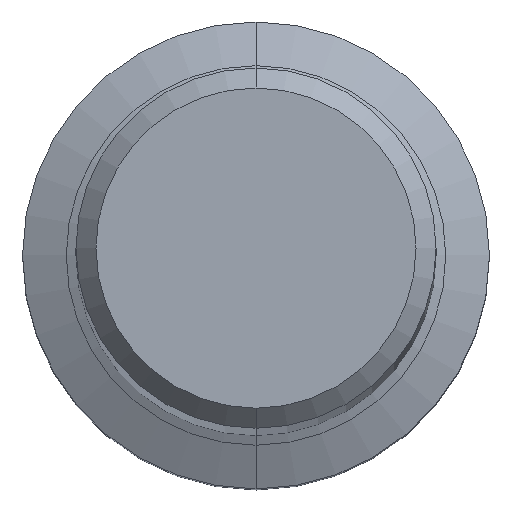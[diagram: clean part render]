
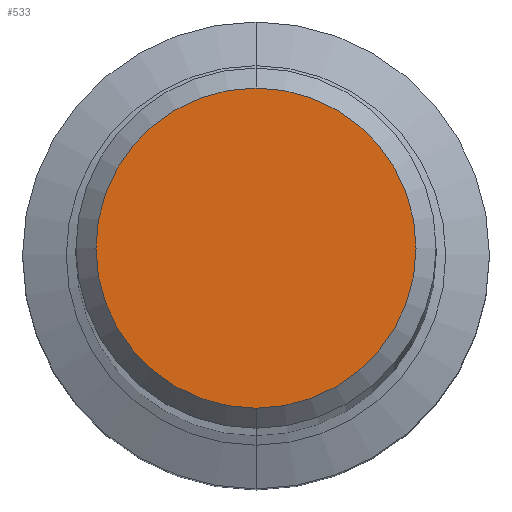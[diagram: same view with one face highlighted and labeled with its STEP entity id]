
A CAD part, top view. The second image highlights one B-rep face of the part: STEP entity #533.
In plain terms, the highlighted planar face has unit normal (0, 0, 1).
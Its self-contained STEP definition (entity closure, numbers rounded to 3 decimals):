
#333=EDGE_CURVE('',#435,#439,#706,.T.);
#435=VERTEX_POINT('',#814);
#439=VERTEX_POINT('',#818);
#455=EDGE_CURVE('',#439,#435,#836,.T.);
#533=ADVANCED_FACE('',(#924),#925,.T.);
#706=CIRCLE('',#1223,4.8);
#814=CARTESIAN_POINT('',(0.0,4.8,0.0));
#818=CARTESIAN_POINT('',(0.,-4.8,0.0));
#836=CIRCLE('',#1491,4.8);
#924=FACE_OUTER_BOUND('',#1670,.T.);
#925=PLANE('',#1671);
#1223=AXIS2_PLACEMENT_3D('',#1853,#1854,#1855);
#1491=AXIS2_PLACEMENT_3D('',#1973,#1974,#1975);
#1670=EDGE_LOOP('',(#2103,#2104));
#1671=AXIS2_PLACEMENT_3D('',#2105,#2106,#2107);
#1853=CARTESIAN_POINT('',(0.0,0.0,0.0));
#1854=DIRECTION('',(0.0,0.0,-1.0));
#1855=DIRECTION('',(0.0,1.0,0.0));
#1973=CARTESIAN_POINT('',(0.0,0.0,0.0));
#1974=DIRECTION('',(0.0,0.0,-1.0));
#1975=DIRECTION('',(0.0,1.0,0.0));
#2103=ORIENTED_EDGE('',*,*,#333,.F.);
#2104=ORIENTED_EDGE('',*,*,#455,.F.);
#2105=CARTESIAN_POINT('',(0.0,2.4,0.0));
#2106=DIRECTION('',(-0.0,0.0,1.0));
#2107=DIRECTION('',(0.0,-1.0,0.0));
